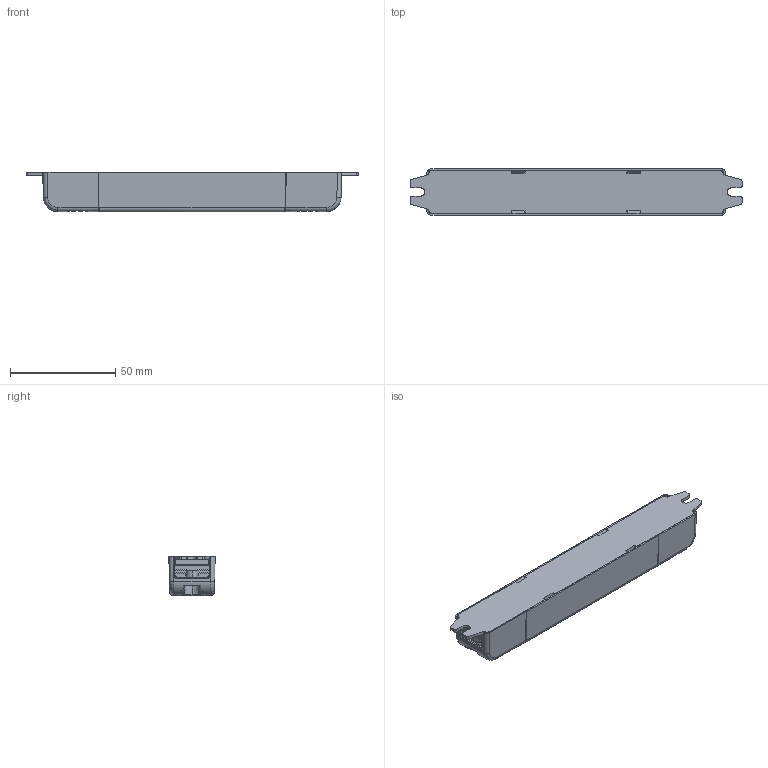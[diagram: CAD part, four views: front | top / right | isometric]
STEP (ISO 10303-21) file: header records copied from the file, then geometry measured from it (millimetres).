
FILE_DESCRIPTION (( 'STEP AP214' ), '1' );
FILE_NAME ('SLIM U.STEP', '2018-07-19T09:31:33', ( 'Utente' ), ( '' ), 'SwSTEP 2.0', 'SolidWorks 2018', '' );
FILE_SCHEMA (( 'AUTOMOTIVE_DESIGN' ));
Length unit declared in the file: millimetre
Products named in the file (4): BL221 coperchietto; BL140 A; BL139; SLIM U
Assembly tree (4 placements, depth 2):
  SLIM U
    BL139
    BL140 A
    BL221 coperchietto  x2
Bounding box: 157.9 x 22 x 19 mm (x, y, z)
Volume: 15539.8 mm3; surface area: 30659.3 mm2
Topology: 4 solids, 4 shells, 717 faces, 2068 edges, 1357 vertices
Faces by surface type: plane 570, cylinder 92, cone 29, bspline 26
Entity records: 20357 total; most frequent: CARTESIAN_POINT 5447, ORIENTED_EDGE 3356, DIRECTION 2674, EDGE_CURVE 1678, LINE 1404, VECTOR 1404, VERTEX_POINT 1103, AXIS2_PLACEMENT_3D 635
